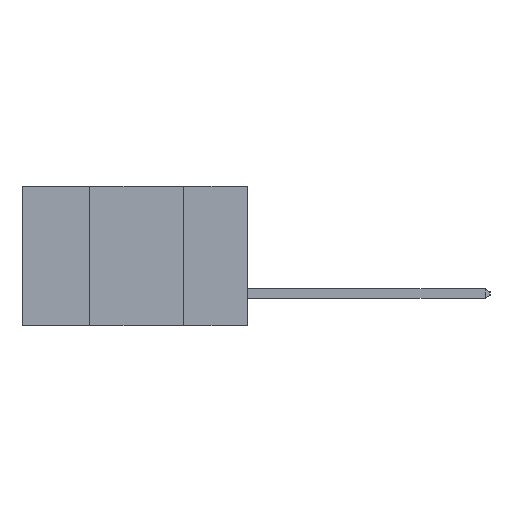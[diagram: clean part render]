
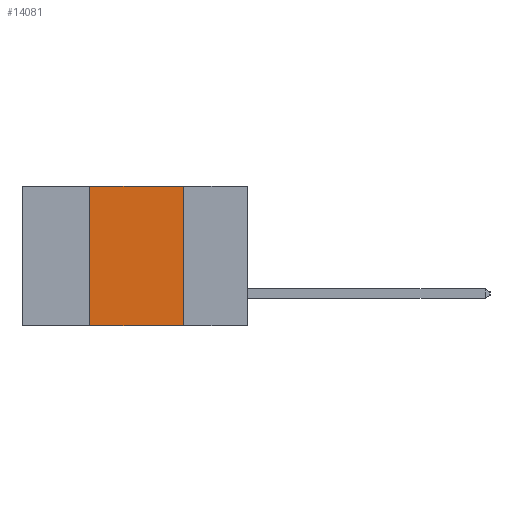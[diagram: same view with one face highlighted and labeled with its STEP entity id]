
A CAD part, left-side view. The second image highlights one B-rep face of the part: STEP entity #14081.
In plain terms, the highlighted planar face has unit normal (-1, 0, 0).
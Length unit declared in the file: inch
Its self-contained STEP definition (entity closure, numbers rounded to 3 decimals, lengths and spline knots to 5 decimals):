
#396 = DIRECTION ( 'NONE',  ( 0., 0., 1. ) ) ;
#588 = DIRECTION ( 'NONE',  ( 0., 0., -1. ) ) ;
#2952 = LINE ( 'NONE', #3994, #17056 ) ;
#3264 = CARTESIAN_POINT ( 'NONE',  ( 0., 0.42, 0. ) ) ;
#3423 = ORIENTED_EDGE ( 'NONE', *, *, #17693, .F. ) ;
#3994 = CARTESIAN_POINT ( 'NONE',  ( 0., 0.6, -0.37 ) ) ;
#5063 = CARTESIAN_POINT ( 'NONE',  ( 0., 0.42, 0. ) ) ;
#5692 = VERTEX_POINT ( 'NONE', #9704 ) ;
#5742 = ORIENTED_EDGE ( 'NONE', *, *, #9670, .F. ) ;
#7046 = DIRECTION ( 'NONE',  ( 0., 0., -1. ) ) ;
#7052 = EDGE_LOOP ( 'NONE', ( #15661, #5742, #3423, #11674 ) ) ;
#7701 = PLANE ( 'NONE',  #8481 ) ;
#8233 = VECTOR ( 'NONE', #17776, 39.37008 ) ;
#8395 = FACE_OUTER_BOUND ( 'NONE', #7052, .T. ) ;
#8481 = AXIS2_PLACEMENT_3D ( 'NONE', #17073, #9026, #588 ) ;
#9026 = DIRECTION ( 'NONE',  ( 1., 0., 0. ) ) ;
#9559 = EDGE_CURVE ( 'NONE', #5692, #14130, #2952, .T. ) ;
#9670 = EDGE_CURVE ( 'NONE', #13206, #16917, #11825, .T. ) ;
#9704 = CARTESIAN_POINT ( 'NONE',  ( 0., 0.42, -0.37 ) ) ;
#9710 = CARTESIAN_POINT ( 'NONE',  ( 0., 0.6, 0. ) ) ;
#11351 = CARTESIAN_POINT ( 'NONE',  ( 0., 0.17, 0. ) ) ;
#11674 = ORIENTED_EDGE ( 'NONE', *, *, #9559, .T. ) ;
#11825 = LINE ( 'NONE', #9710, #8233 ) ;
#12886 = EDGE_CURVE ( 'NONE', #16917, #14130, #15171, .T. ) ;
#12905 = VECTOR ( 'NONE', #396, 39.37008 ) ;
#13116 = CARTESIAN_POINT ( 'NONE',  ( 0., 0.17, -0.37 ) ) ;
#13206 = VERTEX_POINT ( 'NONE', #5063 ) ;
#13319 = LINE ( 'NONE', #3264, #12905 ) ;
#14081 = ADVANCED_FACE ( 'NONE', ( #8395 ), #7701, .F. ) ;
#14130 = VERTEX_POINT ( 'NONE', #13116 ) ;
#14320 = VECTOR ( 'NONE', #7046, 39.37008 ) ;
#15007 = CARTESIAN_POINT ( 'NONE',  ( 0., 0.17, 0. ) ) ;
#15171 = LINE ( 'NONE', #15007, #14320 ) ;
#15661 = ORIENTED_EDGE ( 'NONE', *, *, #12886, .F. ) ;
#16917 = VERTEX_POINT ( 'NONE', #11351 ) ;
#17056 = VECTOR ( 'NONE', #17606, 39.37008 ) ;
#17073 = CARTESIAN_POINT ( 'NONE',  ( 0., 0.6, 0. ) ) ;
#17606 = DIRECTION ( 'NONE',  ( 0., -1., 0. ) ) ;
#17693 = EDGE_CURVE ( 'NONE', #5692, #13206, #13319, .T. ) ;
#17776 = DIRECTION ( 'NONE',  ( 0., -1., 0. ) ) ;
